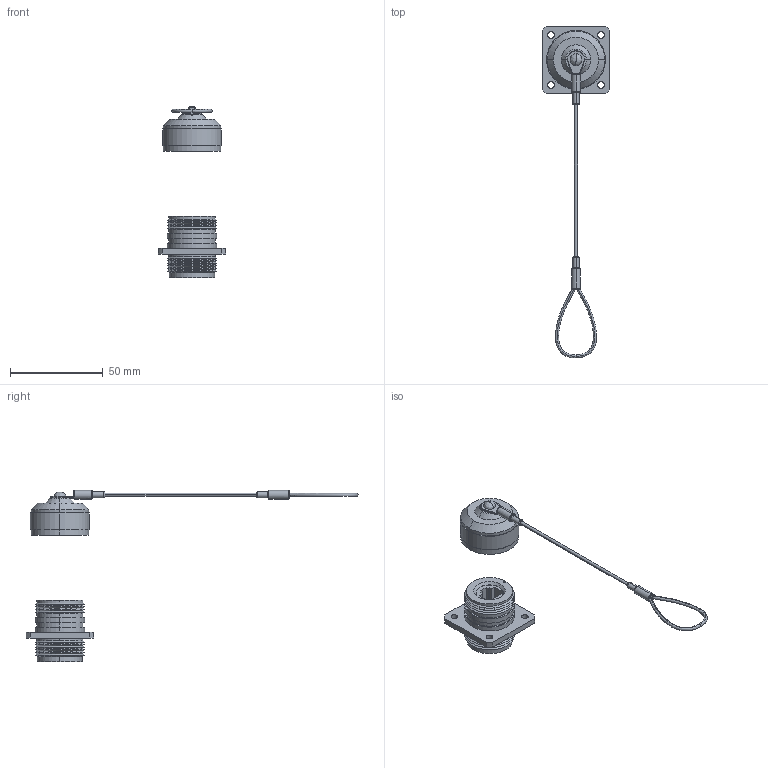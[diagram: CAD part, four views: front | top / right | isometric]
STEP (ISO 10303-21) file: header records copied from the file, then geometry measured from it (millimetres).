
FILE_DESCRIPTION (( 'STEP AP214' ), '1' );
FILE_NAME ('ECRD3103U00.STEP', '2012-11-06T15:47:07', ( 'x' ), ( '' ), 'SwSTEP 2.0', 'SolidWorks 2012', '' );
FILE_SCHEMA (( 'AUTOMOTIVE_DESIGN' ));
Length unit declared in the file: inch
Products named in the file (4): ECRP5103UA0-MA8; ECRP5103UA0-MA3; ECRD0103U00-MA1; ECRD3103U00
Assembly tree (3 placements, depth 2):
  ECRD3103U00
    ECRD0103U00-MA1
    ECRP5103UA0-MA3
    ECRP5103UA0-MA8
Bounding box: 36.58 x 179.26 x 92.38 mm (x, y, z)
Volume: 25331.4 mm3; surface area: 13681.6 mm2
Topology: 4 solids, 4 shells, 292 faces, 703 edges, 435 vertices
Faces by surface type: plane 133, cylinder 81, cone 48, torus 22, bspline 8
Entity records: 12624 total; most frequent: CARTESIAN_POINT 2288, DIRECTION 1485, ORIENTED_EDGE 1402, EDGE_CURVE 701, AXIS2_PLACEMENT_3D 530, VERTEX_POINT 435, LINE 425, VECTOR 425
